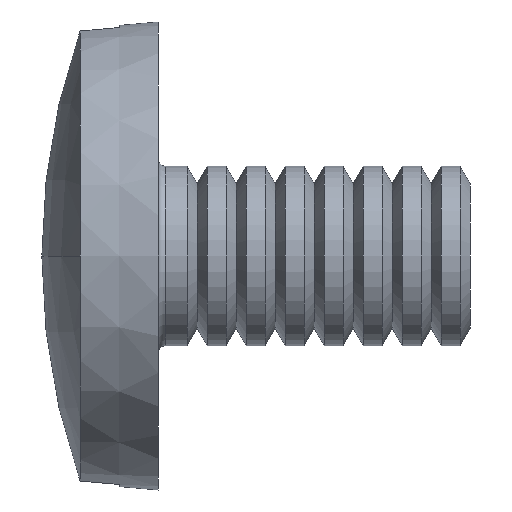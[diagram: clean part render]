
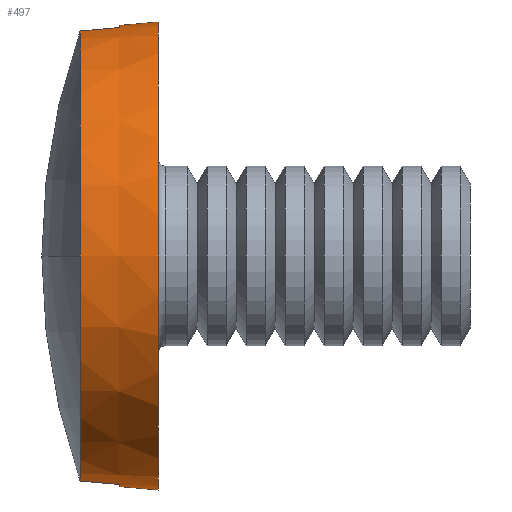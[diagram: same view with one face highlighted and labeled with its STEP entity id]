
A CAD part, front view. The second image highlights one B-rep face of the part: STEP entity #497.
In plain terms, the highlighted conical face has half-angle 5 degrees and reference radius 3 mm.
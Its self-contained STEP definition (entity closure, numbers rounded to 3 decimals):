
#1 = CARTESIAN_POINT ( 'NONE',  ( 1.5, 0., 3. ) ) ;
#50 = AXIS2_PLACEMENT_3D ( 'NONE', #1033, #665, #1522 ) ;
#65 = DIRECTION ( 'NONE',  ( -1., 0., 0. ) ) ;
#98 = CARTESIAN_POINT ( 'NONE',  ( 0.795, -0.4, -2.911 ) ) ;
#166 = CARTESIAN_POINT ( 'NONE',  ( 1., 0., 0. ) ) ;
#168 = VERTEX_POINT ( 'NONE', #325 ) ;
#192 = DIRECTION ( 'NONE',  ( 1., 0., 0. ) ) ;
#200 = CARTESIAN_POINT ( 'NONE',  ( 0.628, -0.4, 2.896 ) ) ;
#219 = ORIENTED_EDGE ( 'NONE', *, *, #700, .F. ) ;
#227 = CARTESIAN_POINT ( 'NONE',  ( 0.692, -0.4, -2.902 ) ) ;
#236 = DIRECTION ( 'NONE',  ( 0., 0., 1. ) ) ;
#244 = CARTESIAN_POINT ( 'NONE',  ( 1., -0.4, -2.929 ) ) ;
#282 = LINE ( 'NONE', #692, #830 ) ;
#288 = CARTESIAN_POINT ( 'NONE',  ( 1.5, 0., 0. ) ) ;
#309 = CARTESIAN_POINT ( 'NONE',  ( 0.5, -0.4, 2.885 ) ) ;
#325 = CARTESIAN_POINT ( 'NONE',  ( 1., 0., -2.956 ) ) ;
#352 = CARTESIAN_POINT ( 'NONE',  ( 0.692, -0.4, 2.902 ) ) ;
#361 = DIRECTION ( 'NONE',  ( -1., 0., 0. ) ) ;
#371 = DIRECTION ( 'NONE',  ( 0., 0., 1. ) ) ;
#374 = VERTEX_POINT ( 'NONE', #1006 ) ;
#385 = CARTESIAN_POINT ( 'NONE',  ( 1.5, 0., 3. ) ) ;
#386 = CIRCLE ( 'NONE', #1240, 2.913 ) ;
#418 = AXIS2_PLACEMENT_3D ( 'NONE', #288, #192, #691 ) ;
#426 = VERTEX_POINT ( 'NONE', #309 ) ;
#442 = CONICAL_SURFACE ( 'NONE', #418, 3., 0.087 ) ;
#464 = CARTESIAN_POINT ( 'NONE',  ( 0.5, -0.4, -2.885 ) ) ;
#467 = CARTESIAN_POINT ( 'NONE',  ( 0.564, -0.4, -2.891 ) ) ;
#469 = VECTOR ( 'NONE', #877, 1000. ) ;
#476 = VERTEX_POINT ( 'NONE', #1409 ) ;
#497 = ADVANCED_FACE ( 'NONE', ( #904 ), #442, .T. ) ;
#521 = EDGE_CURVE ( 'NONE', #168, #946, #1015, .T. ) ;
#584 = CARTESIAN_POINT ( 'NONE',  ( 0.5, -2.913, 0. ) ) ;
#595 = AXIS2_PLACEMENT_3D ( 'NONE', #1025, #65, #930 ) ;
#628 = B_SPLINE_CURVE_WITH_KNOTS ( 'NONE', 3,
 ( #1452, #701, #200, #352, #1569, #943, #1211 ),
 .UNSPECIFIED., .F., .F.,
 ( 4, 3, 4 ),
 ( 0.005, 0.005, 0.006 ),
 .UNSPECIFIED. ) ;
#665 = DIRECTION ( 'NONE',  ( -1., 0., 0. ) ) ;
#690 = ORIENTED_EDGE ( 'NONE', *, *, #521, .F. ) ;
#691 = DIRECTION ( 'NONE',  ( 0., 0., -1. ) ) ;
#692 = CARTESIAN_POINT ( 'NONE',  ( 1.5, 0., -3. ) ) ;
#700 = EDGE_CURVE ( 'NONE', #374, #1595, #749, .T. ) ;
#701 = CARTESIAN_POINT ( 'NONE',  ( 0.564, -0.4, 2.891 ) ) ;
#749 = LINE ( 'NONE', #385, #469 ) ;
#783 = DIRECTION ( 'NONE',  ( 0.996, 0., -0.087 ) ) ;
#799 = VERTEX_POINT ( 'NONE', #584 ) ;
#807 = EDGE_CURVE ( 'NONE', #946, #1263, #1242, .T. ) ;
#830 = VECTOR ( 'NONE', #783, 1000. ) ;
#852 = ORIENTED_EDGE ( 'NONE', *, *, #1187, .F. ) ;
#855 = CARTESIAN_POINT ( 'NONE',  ( 1.5, 0., -3. ) ) ;
#861 = EDGE_CURVE ( 'NONE', #1207, #1595, #1372, .T. ) ;
#877 = DIRECTION ( 'NONE',  ( 0.996, 0., 0.087 ) ) ;
#904 = FACE_OUTER_BOUND ( 'NONE', #1049, .T. ) ;
#930 = DIRECTION ( 'NONE',  ( 0., 0., 1. ) ) ;
#943 = CARTESIAN_POINT ( 'NONE',  ( 0.897, -0.4, 2.92 ) ) ;
#945 = CARTESIAN_POINT ( 'NONE',  ( 1.5, 0., 0. ) ) ;
#946 = VERTEX_POINT ( 'NONE', #1019 ) ;
#976 = CARTESIAN_POINT ( 'NONE',  ( 0.5, -0.4, -2.885 ) ) ;
#981 = ORIENTED_EDGE ( 'NONE', *, *, #1041, .F. ) ;
#1005 = CIRCLE ( 'NONE', #595, 2.913 ) ;
#1006 = CARTESIAN_POINT ( 'NONE',  ( 1., 0., 2.956 ) ) ;
#1015 = CIRCLE ( 'NONE', #1063, 2.956 ) ;
#1019 = CARTESIAN_POINT ( 'NONE',  ( 1., -0.4, -2.929 ) ) ;
#1025 = CARTESIAN_POINT ( 'NONE',  ( 0.5, 0., 0. ) ) ;
#1033 = CARTESIAN_POINT ( 'NONE',  ( 1., 0., 0. ) ) ;
#1041 = EDGE_CURVE ( 'NONE', #476, #374, #1282, .T. ) ;
#1049 = EDGE_LOOP ( 'NONE', ( #219, #981, #852, #1177, #1553, #1097, #690, #1412, #1354 ) ) ;
#1063 = AXIS2_PLACEMENT_3D ( 'NONE', #166, #1201, #1332 ) ;
#1072 = CARTESIAN_POINT ( 'NONE',  ( 0.897, -0.4, -2.92 ) ) ;
#1097 = ORIENTED_EDGE ( 'NONE', *, *, #807, .F. ) ;
#1120 = EDGE_CURVE ( 'NONE', #799, #426, #1005, .T. ) ;
#1177 = ORIENTED_EDGE ( 'NONE', *, *, #1120, .F. ) ;
#1187 = EDGE_CURVE ( 'NONE', #426, #476, #628, .T. ) ;
#1201 = DIRECTION ( 'NONE',  ( -1., 0., 0. ) ) ;
#1205 = CARTESIAN_POINT ( 'NONE',  ( 0.628, -0.4, -2.896 ) ) ;
#1207 = VERTEX_POINT ( 'NONE', #855 ) ;
#1211 = CARTESIAN_POINT ( 'NONE',  ( 1., -0.4, 2.929 ) ) ;
#1236 = CARTESIAN_POINT ( 'NONE',  ( 0.5, 0., 0. ) ) ;
#1240 = AXIS2_PLACEMENT_3D ( 'NONE', #1236, #361, #371 ) ;
#1242 = B_SPLINE_CURVE_WITH_KNOTS ( 'NONE', 3,
 ( #244, #1072, #98, #227, #1205, #467, #976 ),
 .UNSPECIFIED., .F., .F.,
 ( 4, 3, 4 ),
 ( 0.005, 0.005, 0.006 ),
 .UNSPECIFIED. ) ;
#1263 = VERTEX_POINT ( 'NONE', #464 ) ;
#1282 = CIRCLE ( 'NONE', #50, 2.956 ) ;
#1308 = EDGE_CURVE ( 'NONE', #1263, #799, #386, .T. ) ;
#1332 = DIRECTION ( 'NONE',  ( 0., 0., 1. ) ) ;
#1338 = DIRECTION ( 'NONE',  ( -1., 0., 0. ) ) ;
#1354 = ORIENTED_EDGE ( 'NONE', *, *, #861, .T. ) ;
#1372 = CIRCLE ( 'NONE', #1538, 3. ) ;
#1409 = CARTESIAN_POINT ( 'NONE',  ( 1., -0.4, 2.929 ) ) ;
#1412 = ORIENTED_EDGE ( 'NONE', *, *, #1459, .T. ) ;
#1452 = CARTESIAN_POINT ( 'NONE',  ( 0.5, -0.4, 2.885 ) ) ;
#1459 = EDGE_CURVE ( 'NONE', #168, #1207, #282, .T. ) ;
#1522 = DIRECTION ( 'NONE',  ( 0., 0., 1. ) ) ;
#1538 = AXIS2_PLACEMENT_3D ( 'NONE', #945, #1338, #236 ) ;
#1553 = ORIENTED_EDGE ( 'NONE', *, *, #1308, .F. ) ;
#1569 = CARTESIAN_POINT ( 'NONE',  ( 0.795, -0.4, 2.911 ) ) ;
#1595 = VERTEX_POINT ( 'NONE', #1 ) ;
